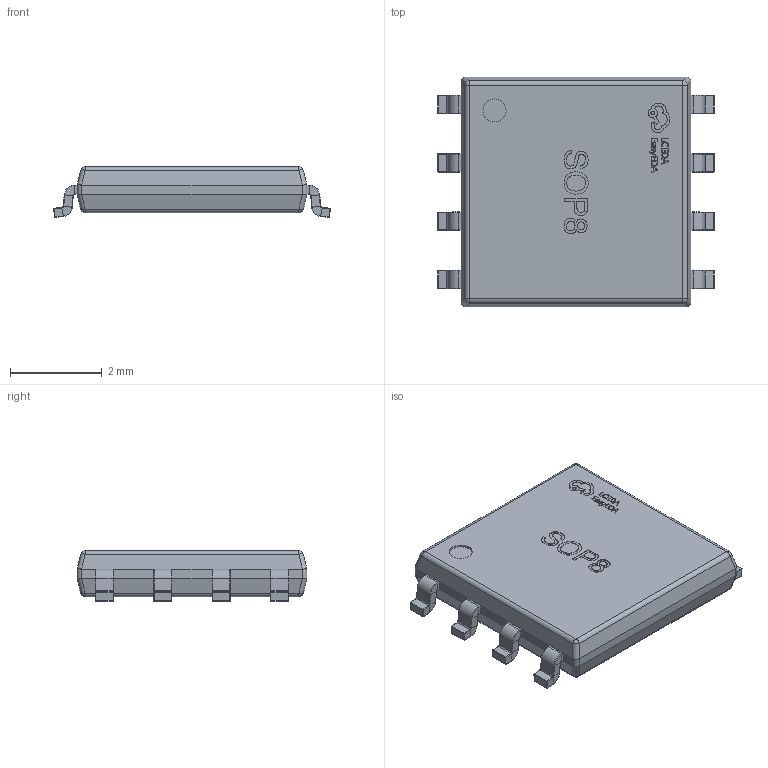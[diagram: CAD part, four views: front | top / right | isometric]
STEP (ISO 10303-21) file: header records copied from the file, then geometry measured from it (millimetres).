
FILE_DESCRIPTION (( 'STEP AP214' ), '1' );
FILE_NAME ('SOP-8_L5.0-W5.0-H1.0-LS6.0-P1.27.step', '2022-07-26T10:21:06', ( '' ), ( '' ), 'SwSTEP 2.0', 'SolidWorks 2020', '' );
FILE_SCHEMA (( 'AUTOMOTIVE_DESIGN' ));
Length unit declared in the file: millimetre
Products named in the file (1): SOP-8_L5.0-W5.0-H1.0-LS6.0-P1.27
Bounding box: 6.01 x 5 x 1.1 mm (x, y, z)
Volume: 24.7 mm3; surface area: 75.1 mm2
Topology: 22 solids, 22 shells, 815 faces, 1929 edges, 1158 vertices
Faces by surface type: plane 357, cylinder 182, bspline 164, torus 64, sphere 48
Entity records: 35388 total; most frequent: CARTESIAN_POINT 9331, ORIENTED_EDGE 3794, DIRECTION 3225, EDGE_CURVE 1897, VERTEX_POINT 1142, LINE 1097, VECTOR 1097, AXIS2_PLACEMENT_3D 1064
